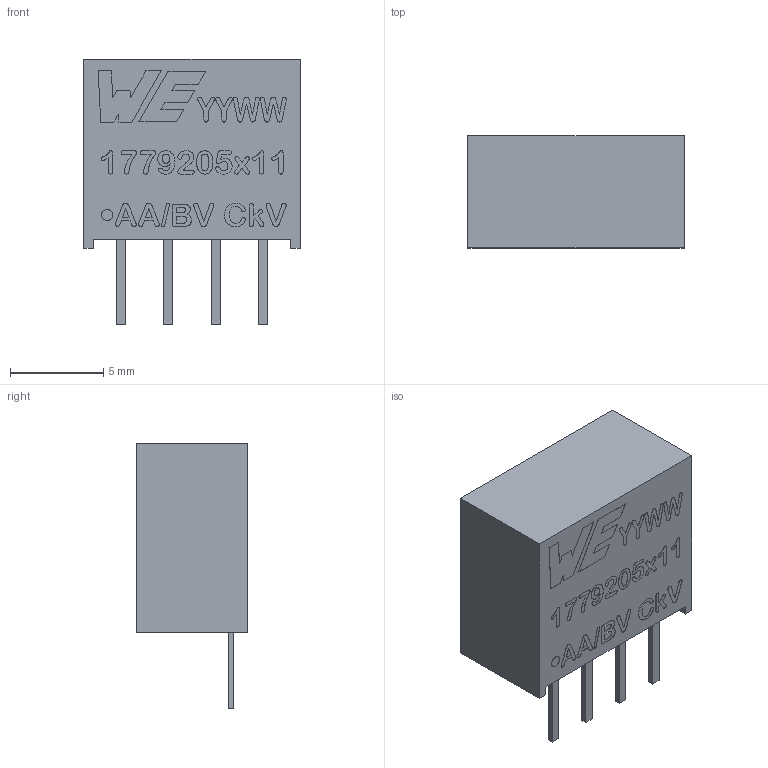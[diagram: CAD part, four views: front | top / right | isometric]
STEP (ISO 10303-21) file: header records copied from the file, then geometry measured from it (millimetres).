
FILE_DESCRIPTION(/* description */ ('Unknown'),/* implementation_level */ '2;1');
FILE_NAME(/* name */ '1779205111',/* time_stamp */ '2021-11-17T10:53:49+01:00',/* author */ ('Unknown'),/* organization */ ('Unknown'),/* preprocessor_version */ 'ST-DEVELOPER v16.7',/* originating_system */ 'Solid Edge',/* authorisation */ 'Unknown');
FILE_SCHEMA (('AUTOMOTIVE_DESIGN {1 0 10303 214 3 1 1}'));
Products named in the file (1): 1779205111
Bounding box: 11.6 x 6 x 14.26 mm (x, y, z)
Volume: 677.9 mm3; surface area: 523.2 mm2
Topology: 1 solids, 1 shells, 2314 faces, 6831 edges, 4554 vertices
Faces by surface type: plane 2313, cylinder 1
Full cylindrical faces by diameter (mm): 0.6 x1
Entity records: 91735 total; most frequent: CARTESIAN_POINT 13699, ORIENTED_EDGE 13660, DIRECTION 11462, EDGE_CURVE 6830, LINE 6828, VECTOR 6828, VERTEX_POINT 4554, EDGE_LOOP 2350
